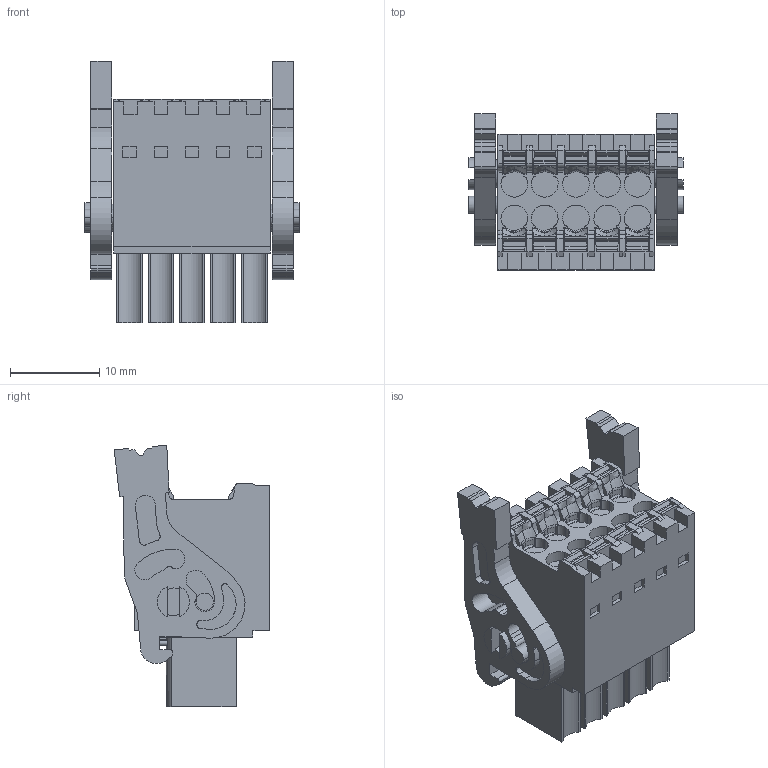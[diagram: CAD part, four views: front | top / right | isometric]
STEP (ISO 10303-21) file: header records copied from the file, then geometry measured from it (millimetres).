
FILE_DESCRIPTION(('CATIA V5 STEP','CAx-IF Rec.Pracs.--- Model Styling and Organization---1.4--- 2014-01-23'),'2;1');
FILE_NAME ('D1450507_1', '2023-08-22T06:50:17+00:00', ('none'), ('Weidmueller'), 'CATIA Version 5-6 Release 2016 SP3 HF44', 'CATIA V5 STEP AP214', 'none');
FILE_SCHEMA(('AUTOMOTIVE_DESIGN { 1 0 10303 214 1 1 1 1 }'));
Length unit declared in the file: millimetre
Products named in the file (1): 1278260000
Bounding box: 24 x 17.45 x 29.28 mm (x, y, z)
Volume: 5592.9 mm3; surface area: 4742.4 mm2
Topology: 13 solids, 13 shells, 904 faces, 2592 edges, 1751 vertices
Faces by surface type: plane 551, cylinder 157, extrusion 97, torus 59, cone 20, bspline 20
Entity records: 31670 total; most frequent: CARTESIAN_POINT 9724, ORIENTED_EDGE 5184, DIRECTION 3293, EDGE_CURVE 2592, VECTOR 1851, LINE 1754, VERTEX_POINT 1751, EDGE_LOOP 953
